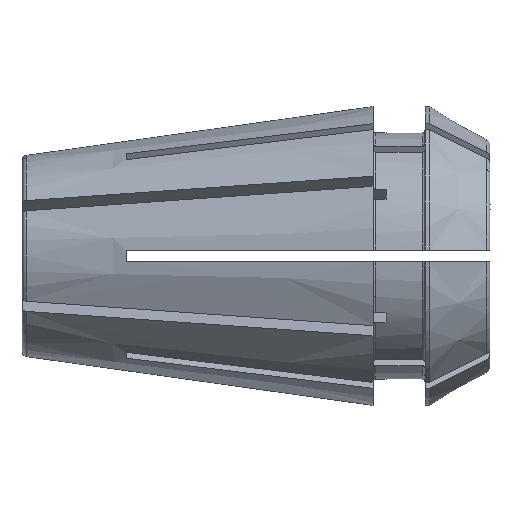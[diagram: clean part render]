
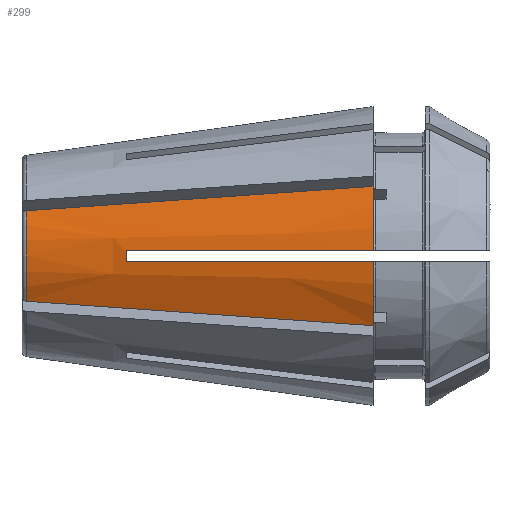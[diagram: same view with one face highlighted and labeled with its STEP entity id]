
A CAD part, front view. The second image highlights one B-rep face of the part: STEP entity #299.
In plain terms, the highlighted conical face has half-angle 8 degrees and reference radius 5.718 mm.
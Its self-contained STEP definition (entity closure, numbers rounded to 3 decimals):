
#299 = ADVANCED_FACE( '', ( #689 ), #690, .T. );
#689 = FACE_OUTER_BOUND( '', #1168, .T. );
#690 = CONICAL_SURFACE( '', #1169, 5.718, 0.14 );
#1168 = EDGE_LOOP( '', ( #1972, #1973, #1974, #1975, #1976, #1977, #1978, #1979 ) );
#1169 = AXIS2_PLACEMENT_3D( '', #1980, #1981, #1982 );
#1972 = ORIENTED_EDGE( '', *, *, #3297, .F. );
#1973 = ORIENTED_EDGE( '', *, *, #3298, .F. );
#1974 = ORIENTED_EDGE( '', *, *, #3006, .T. );
#1975 = ORIENTED_EDGE( '', *, *, #3145, .T. );
#1976 = ORIENTED_EDGE( '', *, *, #3299, .F. );
#1977 = ORIENTED_EDGE( '', *, *, #3300, .T. );
#1978 = ORIENTED_EDGE( '', *, *, #3301, .T. );
#1979 = ORIENTED_EDGE( '', *, *, #3302, .T. );
#1980 = CARTESIAN_POINT( '', ( -0.228, 0., 0. ) );
#1981 = DIRECTION( '', ( 1., 0., 0. ) );
#1982 = DIRECTION( '', ( 0., 0., -1. ) );
#3006 = EDGE_CURVE( '', #3622, #3620, #3623, .T. );
#3145 = EDGE_CURVE( '', #3620, #3863, #3864, .T. );
#3297 = EDGE_CURVE( '', #4114, #4115, #4116, .T. );
#3298 = EDGE_CURVE( '', #3622, #4114, #4117, .T. );
#3299 = EDGE_CURVE( '', #4118, #3863, #4119, .T. );
#3300 = EDGE_CURVE( '', #4118, #4120, #4121, .T. );
#3301 = EDGE_CURVE( '', #4120, #4122, #4123, .T. );
#3302 = EDGE_CURVE( '', #4122, #4115, #4124, .T. );
#3620 = VERTEX_POINT( '', #4551 );
#3622 = VERTEX_POINT( '', #4554 );
#3623 = B_SPLINE_CURVE_WITH_KNOTS( '', 3, ( #4555, #4556, #4557, #4558, #4559, #4560, #4561 ), .UNSPECIFIED., .F., .F., ( 4, 3, 4 ), ( 0., 0.007, 0.013 ), .UNSPECIFIED. );
#3863 = VERTEX_POINT( '', #5095 );
#3864 = CIRCLE( '', #5096, 5.75 );
#4114 = VERTEX_POINT( '', #5648 );
#4115 = VERTEX_POINT( '', #5649 );
#4116 = B_SPLINE_CURVE_WITH_KNOTS( '', 3, ( #5650, #5651, #5652, #5653, #5654, #5655, #5656 ), .UNSPECIFIED., .F., .F., ( 4, 3, 4 ), ( 0., 0.007, 0.013 ), .UNSPECIFIED. );
#4117 = CIRCLE( '', #5657, 3.877 );
#4118 = VERTEX_POINT( '', #5658 );
#4119 = B_SPLINE_CURVE_WITH_KNOTS( '', 3, ( #5659, #5660, #5661, #5662, #5663, #5664, #5665, #5666, #5667, #5668 ), .UNSPECIFIED., .F., .F., ( 4, 3, 3, 4 ), ( 0.007, 0.008, 0.016, 0.016 ), .UNSPECIFIED. );
#4120 = VERTEX_POINT( '', #5669 );
#4121 = CIRCLE( '', #5670, 4.415 );
#4122 = VERTEX_POINT( '', #5671 );
#4123 = B_SPLINE_CURVE_WITH_KNOTS( '', 3, ( #5672, #5673, #5674, #5675, #5676, #5677, #5678, #5679, #5680, #5681 ), .UNSPECIFIED., .F., .F., ( 4, 3, 3, 4 ), ( 0.007, 0.008, 0.016, 0.016 ), .UNSPECIFIED. );
#4124 = CIRCLE( '', #5682, 5.75 );
#4551 = CARTESIAN_POINT( '', ( 0., -5.088, -2.678 ) );
#4554 = CARTESIAN_POINT( '', ( -13.328, -3.464, -1.74 ) );
#4555 = CARTESIAN_POINT( '', ( -13.328, -3.464, -1.74 ) );
#4556 = CARTESIAN_POINT( '', ( -11.081, -3.738, -1.898 ) );
#4557 = CARTESIAN_POINT( '', ( -8.835, -4.012, -2.057 ) );
#4558 = CARTESIAN_POINT( '', ( -6.588, -4.286, -2.215 ) );
#4559 = CARTESIAN_POINT( '', ( -4.392, -4.553, -2.369 ) );
#4560 = CARTESIAN_POINT( '', ( -2.196, -4.821, -2.524 ) );
#4561 = CARTESIAN_POINT( '', ( 0., -5.088, -2.678 ) );
#5095 = CARTESIAN_POINT( '', ( 0., -5.746, -0.225 ) );
#5096 = AXIS2_PLACEMENT_3D( '', #6885, #6886, #6887 );
#5648 = CARTESIAN_POINT( '', ( -13.328, -3.464, 1.74 ) );
#5649 = CARTESIAN_POINT( '', ( 0., -5.088, 2.678 ) );
#5650 = CARTESIAN_POINT( '', ( -13.328, -3.464, 1.74 ) );
#5651 = CARTESIAN_POINT( '', ( -11.081, -3.738, 1.898 ) );
#5652 = CARTESIAN_POINT( '', ( -8.835, -4.012, 2.057 ) );
#5653 = CARTESIAN_POINT( '', ( -6.588, -4.286, 2.215 ) );
#5654 = CARTESIAN_POINT( '', ( -4.392, -4.553, 2.369 ) );
#5655 = CARTESIAN_POINT( '', ( -2.196, -4.821, 2.524 ) );
#5656 = CARTESIAN_POINT( '', ( 0., -5.088, 2.678 ) );
#5657 = AXIS2_PLACEMENT_3D( '', #7064, #7065, #7066 );
#5658 = CARTESIAN_POINT( '', ( -9.5, -4.409, -0.225 ) );
#5659 = CARTESIAN_POINT( '', ( -9.5, -4.409, -0.225 ) );
#5660 = CARTESIAN_POINT( '', ( -9.114, -4.463, -0.225 ) );
#5661 = CARTESIAN_POINT( '', ( -8.727, -4.518, -0.225 ) );
#5662 = CARTESIAN_POINT( '', ( -8.341, -4.572, -0.225 ) );
#5663 = CARTESIAN_POINT( '', ( -5.688, -4.945, -0.225 ) );
#5664 = CARTESIAN_POINT( '', ( -3.035, -5.319, -0.225 ) );
#5665 = CARTESIAN_POINT( '', ( -0.383, -5.692, -0.225 ) );
#5666 = CARTESIAN_POINT( '', ( -0.255, -5.71, -0.225 ) );
#5667 = CARTESIAN_POINT( '', ( -0.128, -5.728, -0.225 ) );
#5668 = CARTESIAN_POINT( '', ( 0., -5.746, -0.225 ) );
#5669 = CARTESIAN_POINT( '', ( -9.5, -4.409, 0.225 ) );
#5670 = AXIS2_PLACEMENT_3D( '', #7067, #7068, #7069 );
#5671 = CARTESIAN_POINT( '', ( 0., -5.746, 0.225 ) );
#5672 = CARTESIAN_POINT( '', ( -9.5, -4.409, 0.225 ) );
#5673 = CARTESIAN_POINT( '', ( -9.114, -4.463, 0.225 ) );
#5674 = CARTESIAN_POINT( '', ( -8.727, -4.518, 0.225 ) );
#5675 = CARTESIAN_POINT( '', ( -8.341, -4.572, 0.225 ) );
#5676 = CARTESIAN_POINT( '', ( -5.688, -4.945, 0.225 ) );
#5677 = CARTESIAN_POINT( '', ( -3.035, -5.319, 0.225 ) );
#5678 = CARTESIAN_POINT( '', ( -0.383, -5.692, 0.225 ) );
#5679 = CARTESIAN_POINT( '', ( -0.255, -5.71, 0.225 ) );
#5680 = CARTESIAN_POINT( '', ( -0.128, -5.728, 0.225 ) );
#5681 = CARTESIAN_POINT( '', ( 0., -5.746, 0.225 ) );
#5682 = AXIS2_PLACEMENT_3D( '', #7070, #7071, #7072 );
#6885 = CARTESIAN_POINT( '', ( 0., 0., 0. ) );
#6886 = DIRECTION( '', ( -1., 0., 0. ) );
#6887 = DIRECTION( '', ( 0., 0., 1. ) );
#7064 = CARTESIAN_POINT( '', ( -13.328, 0., 0. ) );
#7065 = DIRECTION( '', ( -1., 0., 0. ) );
#7066 = DIRECTION( '', ( 0., 0., 1. ) );
#7067 = CARTESIAN_POINT( '', ( -9.5, 0., 0. ) );
#7068 = DIRECTION( '', ( -1., 0., 0. ) );
#7069 = DIRECTION( '', ( 0., 0., 1. ) );
#7070 = CARTESIAN_POINT( '', ( 0., 0., 0. ) );
#7071 = DIRECTION( '', ( -1., 0., 0. ) );
#7072 = DIRECTION( '', ( 0., 0., 1. ) );
